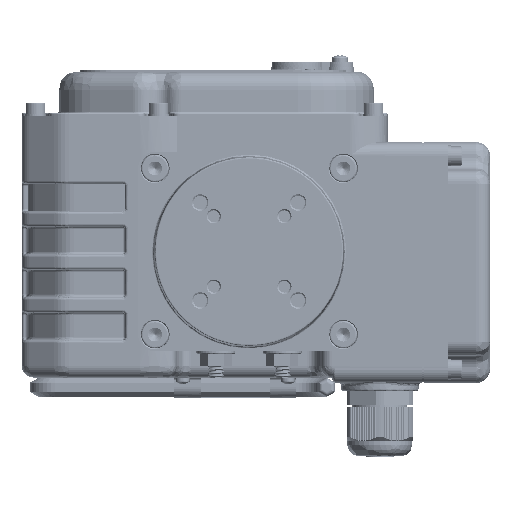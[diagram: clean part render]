
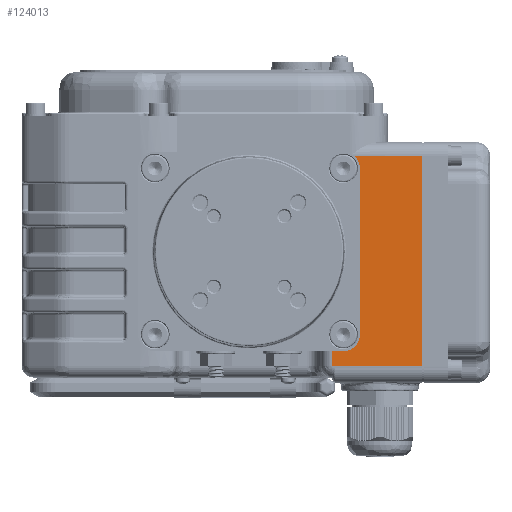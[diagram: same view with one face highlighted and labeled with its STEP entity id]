
A CAD part, front view. The second image highlights one B-rep face of the part: STEP entity #124013.
In plain terms, the highlighted face is planar.
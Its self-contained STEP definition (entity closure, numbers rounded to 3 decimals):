
#1407 = EDGE_CURVE ( 'NONE', #65950, #12962, #83427, .T. ) ;
#5852 = CARTESIAN_POINT ( 'NONE',  ( -30.062, -84.5, -31.5 ) ) ;
#5898 = LINE ( 'NONE', #64586, #82720 ) ;
#6976 = DIRECTION ( 'NONE',  ( -1., 0., 0. ) ) ;
#7482 = DIRECTION ( 'NONE',  ( 1., 0., 0. ) ) ;
#7560 = CARTESIAN_POINT ( 'NONE',  ( -40., -13., -31.5 ) ) ;
#7650 = DIRECTION ( 'NONE',  ( 1., 0., 0. ) ) ;
#9220 = CIRCLE ( 'NONE', #107448, 6. ) ;
#9448 = VECTOR ( 'NONE', #18861, 1000. ) ;
#10069 = CARTESIAN_POINT ( 'NONE',  ( -40., -46.5, -31.5 ) ) ;
#10080 = CARTESIAN_POINT ( 'NONE',  ( -34., -73., -31.5 ) ) ;
#12558 = VERTEX_POINT ( 'NONE', #79063 ) ;
#12962 = VERTEX_POINT ( 'NONE', #56150 ) ;
#15516 = DIRECTION ( 'NONE',  ( 0., 0., -1. ) ) ;
#15946 = CARTESIAN_POINT ( 'NONE',  ( -62.5, -8.5, -31.5 ) ) ;
#16668 = LINE ( 'NONE', #65074, #64806 ) ;
#16800 = VERTEX_POINT ( 'NONE', #7560 ) ;
#18306 = VERTEX_POINT ( 'NONE', #98861 ) ;
#18575 = VECTOR ( 'NONE', #77791, 1000. ) ;
#18861 = DIRECTION ( 'NONE',  ( 0., 1., 0. ) ) ;
#19762 = DIRECTION ( 'NONE',  ( -1., 0., 0. ) ) ;
#20006 = ORIENTED_EDGE ( 'NONE', *, *, #31011, .T. ) ;
#20353 = CARTESIAN_POINT ( 'NONE',  ( -40., -73., -31.5 ) ) ;
#24024 = CARTESIAN_POINT ( 'NONE',  ( -30.062, -79., -31.5 ) ) ;
#25702 = EDGE_CURVE ( 'NONE', #43136, #18306, #113511, .T. ) ;
#31011 = EDGE_CURVE ( 'NONE', #16800, #63251, #44118, .T. ) ;
#32744 = ORIENTED_EDGE ( 'NONE', *, *, #49025, .T. ) ;
#34952 = LINE ( 'NONE', #114954, #9448 ) ;
#36179 = EDGE_CURVE ( 'NONE', #18306, #38015, #5898, .T. ) ;
#38015 = VERTEX_POINT ( 'NONE', #43077 ) ;
#38859 = ORIENTED_EDGE ( 'NONE', *, *, #1407, .T. ) ;
#40421 = CARTESIAN_POINT ( 'NONE',  ( -34., -13., -31.5 ) ) ;
#43077 = CARTESIAN_POINT ( 'NONE',  ( -62.5, -84.5, -31.5 ) ) ;
#43136 = VERTEX_POINT ( 'NONE', #24024 ) ;
#44118 = LINE ( 'NONE', #10069, #18575 ) ;
#49025 = EDGE_CURVE ( 'NONE', #38015, #65950, #34952, .T. ) ;
#50102 = DIRECTION ( 'NONE',  ( 0., 1., 0. ) ) ;
#56150 = CARTESIAN_POINT ( 'NONE',  ( -37.969, -8.5, -31.5 ) ) ;
#57624 = ORIENTED_EDGE ( 'NONE', *, *, #75663, .T. ) ;
#60809 = VECTOR ( 'NONE', #7650, 1000. ) ;
#62139 = VECTOR ( 'NONE', #118271, 1000. ) ;
#62341 = ORIENTED_EDGE ( 'NONE', *, *, #36179, .T. ) ;
#62594 = AXIS2_PLACEMENT_3D ( 'NONE', #5852, #15516, #82883 ) ;
#63251 = VERTEX_POINT ( 'NONE', #20353 ) ;
#64586 = CARTESIAN_POINT ( 'NONE',  ( -46.281, -84.5, -31.5 ) ) ;
#64806 = VECTOR ( 'NONE', #7482, 1000. ) ;
#65074 = CARTESIAN_POINT ( 'NONE',  ( -46.281, -79., -31.5 ) ) ;
#65950 = VERTEX_POINT ( 'NONE', #15946 ) ;
#66970 = EDGE_LOOP ( 'NONE', ( #109935, #116060, #62341, #32744, #38859, #57624, #20006, #71214 ) ) ;
#71214 = ORIENTED_EDGE ( 'NONE', *, *, #98974, .T. ) ;
#72342 = CIRCLE ( 'NONE', #85923, 6. ) ;
#75663 = EDGE_CURVE ( 'NONE', #12962, #16800, #9220, .T. ) ;
#77420 = DIRECTION ( 'NONE',  ( 0., 0., 1. ) ) ;
#77791 = DIRECTION ( 'NONE',  ( 0., -1., 0. ) ) ;
#79063 = CARTESIAN_POINT ( 'NONE',  ( -34., -79., -31.5 ) ) ;
#82720 = VECTOR ( 'NONE', #6976, 1000. ) ;
#82883 = DIRECTION ( 'NONE',  ( -1., 0., 0. ) ) ;
#83427 = LINE ( 'NONE', #92200, #60809 ) ;
#85923 = AXIS2_PLACEMENT_3D ( 'NONE', #10080, #77420, #19762 ) ;
#92200 = CARTESIAN_POINT ( 'NONE',  ( -46.281, -8.5, -31.5 ) ) ;
#98861 = CARTESIAN_POINT ( 'NONE',  ( -30.062, -84.5, -31.5 ) ) ;
#98974 = EDGE_CURVE ( 'NONE', #63251, #12558, #72342, .T. ) ;
#107448 = AXIS2_PLACEMENT_3D ( 'NONE', #40421, #107838, #50102 ) ;
#107838 = DIRECTION ( 'NONE',  ( 0., 0., 1. ) ) ;
#108583 = CARTESIAN_POINT ( 'NONE',  ( -30.062, -81.75, -31.5 ) ) ;
#109935 = ORIENTED_EDGE ( 'NONE', *, *, #110534, .T. ) ;
#110534 = EDGE_CURVE ( 'NONE', #12558, #43136, #16668, .T. ) ;
#112984 = PLANE ( 'NONE',  #62594 ) ;
#113511 = LINE ( 'NONE', #108583, #62139 ) ;
#114954 = CARTESIAN_POINT ( 'NONE',  ( -62.5, -46.5, -31.5 ) ) ;
#116060 = ORIENTED_EDGE ( 'NONE', *, *, #25702, .T. ) ;
#118271 = DIRECTION ( 'NONE',  ( 0., -1., 0. ) ) ;
#121191 = FACE_OUTER_BOUND ( 'NONE', #66970, .T. ) ;
#124013 = ADVANCED_FACE ( 'NONE', ( #121191 ), #112984, .T. ) ;
